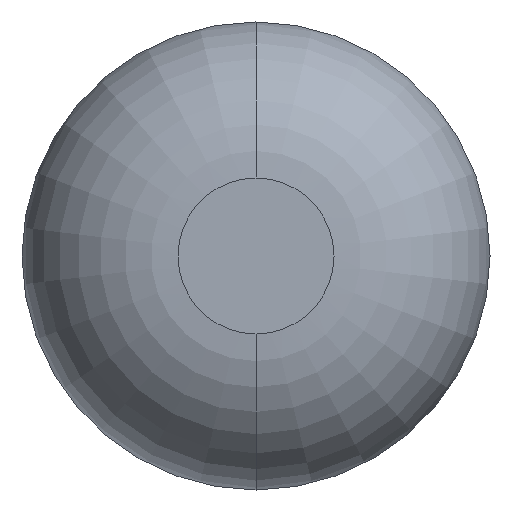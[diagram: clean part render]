
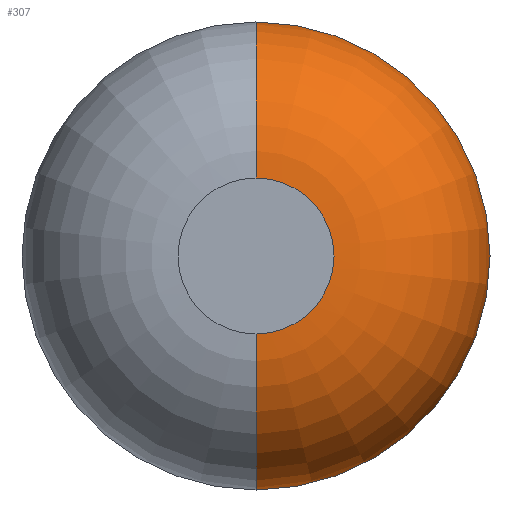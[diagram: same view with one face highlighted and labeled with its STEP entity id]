
A CAD part, front view. The second image highlights one B-rep face of the part: STEP entity #307.
In plain terms, the highlighted toroidal (fillet/blend) face has major radius 3.175 mm and minor radius 6.35 mm.
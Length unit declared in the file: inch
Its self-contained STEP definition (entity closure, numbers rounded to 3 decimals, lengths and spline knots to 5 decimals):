
#1 = EDGE_CURVE ( 'NONE', #68, #95, #253, .T. ) ;
#4 = ORIENTED_EDGE ( 'NONE', *, *, #351, .T. ) ;
#13 = DIRECTION ( 'NONE',  ( 0., 0., -1. ) ) ;
#16 = CARTESIAN_POINT ( 'NONE',  ( 0., 0., -0.125 ) ) ;
#21 = DIRECTION ( 'NONE',  ( 0., -1., 0. ) ) ;
#33 = CARTESIAN_POINT ( 'NONE',  ( 0., 0., 0. ) ) ;
#42 = CARTESIAN_POINT ( 'NONE',  ( 0., 0.25, 0. ) ) ;
#64 = TOROIDAL_SURFACE ( 'NONE', #159, 0.125, 0.25 ) ;
#65 = DIRECTION ( 'NONE',  ( 0., 0., 1. ) ) ;
#68 = VERTEX_POINT ( 'NONE', #124 ) ;
#73 = CIRCLE ( 'NONE', #355, 0.25 ) ;
#85 = DIRECTION ( 'NONE',  ( 0., 0., -1. ) ) ;
#90 = AXIS2_PLACEMENT_3D ( 'NONE', #42, #161, #380 ) ;
#95 = VERTEX_POINT ( 'NONE', #207 ) ;
#102 = ORIENTED_EDGE ( 'NONE', *, *, #233, .F. ) ;
#119 = DIRECTION ( 'NONE',  ( 1., 0., 0. ) ) ;
#121 = CARTESIAN_POINT ( 'NONE',  ( 0., 0., 0.125 ) ) ;
#122 = CARTESIAN_POINT ( 'NONE',  ( 0., 0.25, -0.125 ) ) ;
#124 = CARTESIAN_POINT ( 'NONE',  ( 0., 0.25, -0.375 ) ) ;
#136 = VERTEX_POINT ( 'NONE', #121 ) ;
#146 = FACE_OUTER_BOUND ( 'NONE', #250, .T. ) ;
#151 = DIRECTION ( 'NONE',  ( -1., 0., 0. ) ) ;
#159 = AXIS2_PLACEMENT_3D ( 'NONE', #256, #21, #85 ) ;
#161 = DIRECTION ( 'NONE',  ( 0., -1., 0. ) ) ;
#164 = CIRCLE ( 'NONE', #222, 0.125 ) ;
#165 = DIRECTION ( 'NONE',  ( 0., 0., -1. ) ) ;
#201 = CIRCLE ( 'NONE', #223, 0.25 ) ;
#207 = CARTESIAN_POINT ( 'NONE',  ( 0., 0.25, 0.375 ) ) ;
#208 = ORIENTED_EDGE ( 'NONE', *, *, #382, .F. ) ;
#222 = AXIS2_PLACEMENT_3D ( 'NONE', #33, #313, #13 ) ;
#223 = AXIS2_PLACEMENT_3D ( 'NONE', #386, #119, #165 ) ;
#233 = EDGE_CURVE ( 'NONE', #271, #136, #164, .T. ) ;
#250 = EDGE_LOOP ( 'NONE', ( #345, #4, #102, #208 ) ) ;
#253 = CIRCLE ( 'NONE', #90, 0.375 ) ;
#256 = CARTESIAN_POINT ( 'NONE',  ( 0., 0.25, 0. ) ) ;
#271 = VERTEX_POINT ( 'NONE', #16 ) ;
#307 = ADVANCED_FACE ( 'NONE', ( #146 ), #64, .T. ) ;
#313 = DIRECTION ( 'NONE',  ( 0., -1., 0. ) ) ;
#345 = ORIENTED_EDGE ( 'NONE', *, *, #1, .T. ) ;
#351 = EDGE_CURVE ( 'NONE', #95, #136, #201, .T. ) ;
#355 = AXIS2_PLACEMENT_3D ( 'NONE', #122, #151, #65 ) ;
#380 = DIRECTION ( 'NONE',  ( 0., 0., -1. ) ) ;
#382 = EDGE_CURVE ( 'NONE', #68, #271, #73, .T. ) ;
#386 = CARTESIAN_POINT ( 'NONE',  ( 0., 0.25, 0.125 ) ) ;
